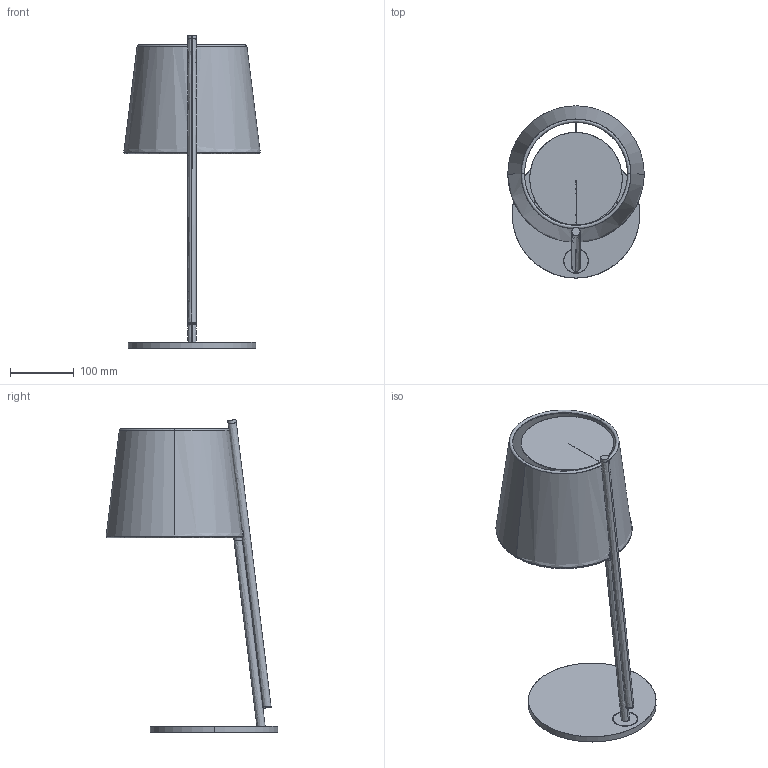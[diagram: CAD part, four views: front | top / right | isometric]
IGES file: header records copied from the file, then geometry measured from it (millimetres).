
Start section: SolidWorks IGES file using analytic representation for surfaces
Global section: file name: 10-8540.IGS; native system: SolidWorks 2020; preprocessor: SolidWorks 2020; author: dromero; date: 210805.113135; units: millimetre
Bounding box: 213.46 x 269.04 x 489.99 mm (x, y, z)
Surface area: 358308 mm2 (no closed solid volume)
Topology: 0 solids, 0 shells, 105 faces, 2089 edges, 2085 vertices
Faces by surface type: revolution 57, bspline 48
